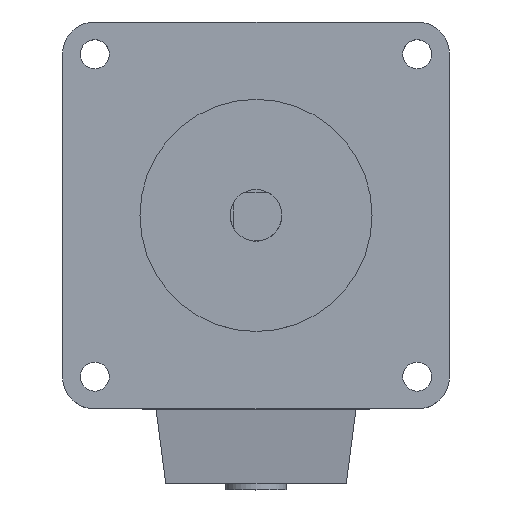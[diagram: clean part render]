
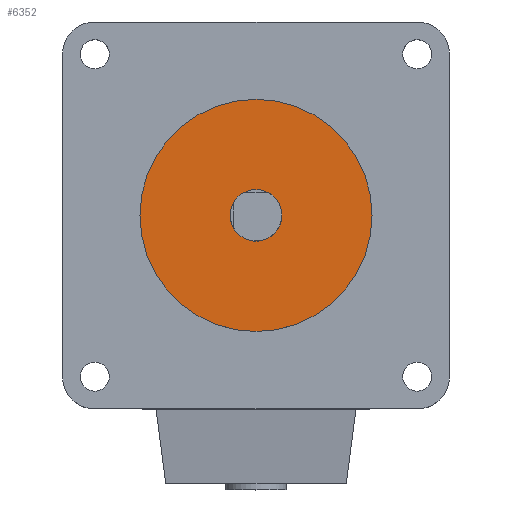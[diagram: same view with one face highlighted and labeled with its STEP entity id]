
A CAD part, top view. The second image highlights one B-rep face of the part: STEP entity #6352.
In plain terms, the highlighted planar face has unit normal (0, 0, 1).
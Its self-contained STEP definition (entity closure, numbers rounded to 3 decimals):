
#1601 = AXIS2_PLACEMENT_3D ( 'NONE', #3988, #3989, #3990 ) ;
#1945 = CARTESIAN_POINT ( 'NONE',  ( 30., 30., 1.5 ) ) ;
#1946 = DIRECTION ( 'NONE',  ( 0., 0., 1. ) ) ;
#1947 = DIRECTION ( 'NONE',  ( 1., 0., 0. ) ) ;
#1993 = CARTESIAN_POINT ( 'NONE',  ( 30., 30., 1.5 ) ) ;
#1994 = DIRECTION ( 'NONE',  ( 0., 0., 1. ) ) ;
#1995 = DIRECTION ( 'NONE',  ( 1., 0., 0. ) ) ;
#1996 = CARTESIAN_POINT ( 'NONE',  ( 30., 30., 1.5 ) ) ;
#1997 = DIRECTION ( 'NONE',  ( 0., 0., 1. ) ) ;
#1998 = DIRECTION ( 'NONE',  ( 1., 0., 0. ) ) ;
#2650 = ORIENTED_EDGE ( 'NONE', *, *, #4434, .T. ) ;
#2651 = ORIENTED_EDGE ( 'NONE', *, *, #4435, .F. ) ;
#2653 = ORIENTED_EDGE ( 'NONE', *, *, #4415, .T. ) ;
#2654 = ORIENTED_EDGE ( 'NONE', *, *, #4406, .F. ) ;
#3494 = EDGE_LOOP ( 'NONE', ( #2650, #2653 ) ) ;
#3495 = EDGE_LOOP ( 'NONE', ( #2651, #2654 ) ) ;
#3608 = CARTESIAN_POINT ( 'NONE',  ( 30., 30., 1.5 ) ) ;
#3609 = DIRECTION ( 'NONE',  ( 0., 0., 1. ) ) ;
#3610 = DIRECTION ( 'NONE',  ( 1., 0., 0. ) ) ;
#3987 = PLANE ( 'NONE',  #1601 ) ;
#3988 = CARTESIAN_POINT ( 'NONE',  ( 30., 30., 1.5 ) ) ;
#3989 = DIRECTION ( 'NONE',  ( 0., 0., 1. ) ) ;
#3990 = DIRECTION ( 'NONE',  ( 1., 0., 0. ) ) ;
#4198 = VERTEX_POINT ( 'NONE', #5573 ) ;
#4199 = VERTEX_POINT ( 'NONE', #5574 ) ;
#4206 = VERTEX_POINT ( 'NONE', #5581 ) ;
#4207 = VERTEX_POINT ( 'NONE', #5582 ) ;
#4406 = EDGE_CURVE ( 'NONE', #4198, #4199, #5024, .T. ) ;
#4415 = EDGE_CURVE ( 'NONE', #4206, #4207, #5036, .T. ) ;
#4434 = EDGE_CURVE ( 'NONE', #4207, #4206, #4863, .T. ) ;
#4435 = EDGE_CURVE ( 'NONE', #4199, #4198, #4861, .T. ) ;
#4861 = CIRCLE ( 'NONE', #4867, 4. ) ;
#4863 = CIRCLE ( 'NONE', #4865, 18. ) ;
#4865 = AXIS2_PLACEMENT_3D ( 'NONE', #1993, #1994, #1995 ) ;
#4867 = AXIS2_PLACEMENT_3D ( 'NONE', #1996, #1997, #1998 ) ;
#5024 = CIRCLE ( 'NONE', #5025, 4. ) ;
#5025 = AXIS2_PLACEMENT_3D ( 'NONE', #3608, #3609, #3610 ) ;
#5036 = CIRCLE ( 'NONE', #5038, 18. ) ;
#5038 = AXIS2_PLACEMENT_3D ( 'NONE', #1945, #1946, #1947 ) ;
#5573 = CARTESIAN_POINT ( 'NONE',  ( 34., 30., 1.5 ) ) ;
#5574 = CARTESIAN_POINT ( 'NONE',  ( 26., 30., 1.5 ) ) ;
#5581 = CARTESIAN_POINT ( 'NONE',  ( 48., 30., 1.5 ) ) ;
#5582 = CARTESIAN_POINT ( 'NONE',  ( 12., 30., 1.5 ) ) ;
#5910 = FACE_OUTER_BOUND ( 'NONE', #3494, .T. ) ;
#5911 = FACE_BOUND ( 'NONE', #3495, .T. ) ;
#6352 = ADVANCED_FACE ( 'NONE', ( #5910, #5911 ), #3987, .T. ) ;
